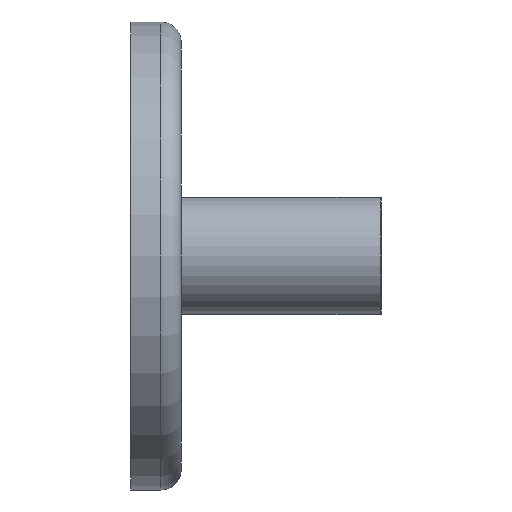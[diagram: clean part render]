
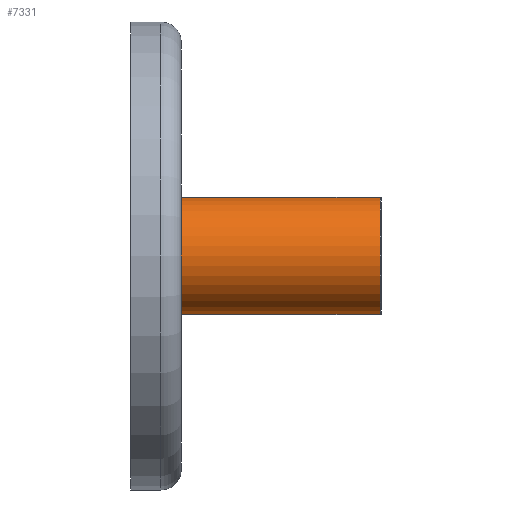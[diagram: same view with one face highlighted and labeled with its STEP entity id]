
A CAD part, left-side view. The second image highlights one B-rep face of the part: STEP entity #7331.
In plain terms, the highlighted cylindrical face has radius 5 mm (diameter 10 mm), a partial arc.
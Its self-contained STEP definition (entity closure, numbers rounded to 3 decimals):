
#336 = CARTESIAN_POINT ( 'NONE',  ( 0., -17.1, -5. ) ) ;
#466 = CARTESIAN_POINT ( 'NONE',  ( 0., -17., -5. ) ) ;
#934 = ORIENTED_EDGE ( 'NONE', *, *, #6669, .T. ) ;
#1055 = DIRECTION ( 'NONE',  ( 0., 1., 0. ) ) ;
#1176 = AXIS2_PLACEMENT_3D ( 'NONE', #7745, #2641, #5242 ) ;
#1177 = FACE_OUTER_BOUND ( 'NONE', #6232, .T. ) ;
#1320 = LINE ( 'NONE', #2018, #5912 ) ;
#1461 = EDGE_CURVE ( 'NONE', #6595, #8058, #7212, .T. ) ;
#1560 = VECTOR ( 'NONE', #6977, 1000. ) ;
#2018 = CARTESIAN_POINT ( 'NONE',  ( 0., -17.1, 5. ) ) ;
#2485 = AXIS2_PLACEMENT_3D ( 'NONE', #5741, #1055, #3709 ) ;
#2641 = DIRECTION ( 'NONE',  ( 0., -1., 0. ) ) ;
#2648 = EDGE_CURVE ( 'NONE', #6595, #8119, #3673, .T. ) ;
#3414 = CARTESIAN_POINT ( 'NONE',  ( 0., 0., 5. ) ) ;
#3560 = AXIS2_PLACEMENT_3D ( 'NONE', #3808, #7154, #3931 ) ;
#3613 = EDGE_CURVE ( 'NONE', #8058, #6833, #1320, .T. ) ;
#3673 = LINE ( 'NONE', #336, #1560 ) ;
#3709 = DIRECTION ( 'NONE',  ( 0., 0., 1. ) ) ;
#3808 = CARTESIAN_POINT ( 'NONE',  ( 0., -17., 0. ) ) ;
#3927 = ORIENTED_EDGE ( 'NONE', *, *, #1461, .T. ) ;
#3931 = DIRECTION ( 'NONE',  ( 0., 0., -1. ) ) ;
#4321 = CIRCLE ( 'NONE', #1176, 5. ) ;
#5242 = DIRECTION ( 'NONE',  ( 0., 0., 1. ) ) ;
#5253 = DIRECTION ( 'NONE',  ( 0., 1., 0. ) ) ;
#5741 = CARTESIAN_POINT ( 'NONE',  ( 0., -17.1, 0. ) ) ;
#5912 = VECTOR ( 'NONE', #5253, 1000. ) ;
#6232 = EDGE_LOOP ( 'NONE', ( #6523, #3927, #6394, #934 ) ) ;
#6299 = CYLINDRICAL_SURFACE ( 'NONE', #2485, 5. ) ;
#6394 = ORIENTED_EDGE ( 'NONE', *, *, #3613, .T. ) ;
#6523 = ORIENTED_EDGE ( 'NONE', *, *, #2648, .F. ) ;
#6595 = VERTEX_POINT ( 'NONE', #466 ) ;
#6669 = EDGE_CURVE ( 'NONE', #6833, #8119, #4321, .T. ) ;
#6833 = VERTEX_POINT ( 'NONE', #3414 ) ;
#6977 = DIRECTION ( 'NONE',  ( 0., 1., 0. ) ) ;
#7154 = DIRECTION ( 'NONE',  ( 0., 1., 0. ) ) ;
#7212 = CIRCLE ( 'NONE', #3560, 5. ) ;
#7331 = ADVANCED_FACE ( 'NONE', ( #1177 ), #6299, .T. ) ;
#7411 = CARTESIAN_POINT ( 'NONE',  ( 0., 0., -5. ) ) ;
#7745 = CARTESIAN_POINT ( 'NONE',  ( 0., 0., 0. ) ) ;
#8058 = VERTEX_POINT ( 'NONE', #8088 ) ;
#8088 = CARTESIAN_POINT ( 'NONE',  ( 0., -17., 5. ) ) ;
#8119 = VERTEX_POINT ( 'NONE', #7411 ) ;
